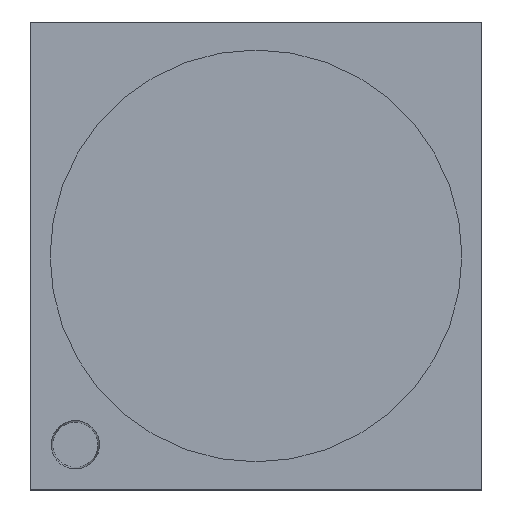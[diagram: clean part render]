
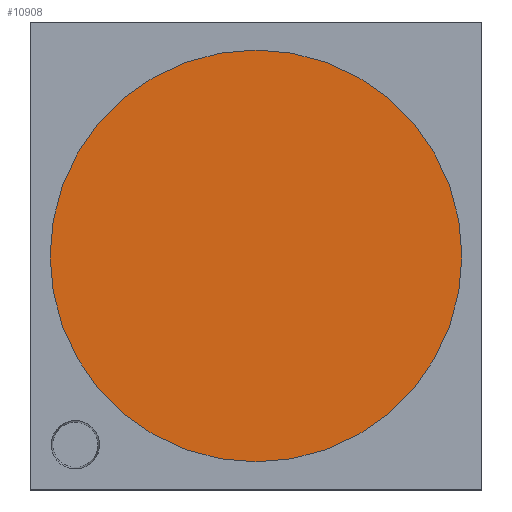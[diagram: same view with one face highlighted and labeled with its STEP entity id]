
A CAD part, top view. The second image highlights one B-rep face of the part: STEP entity #10908.
In plain terms, the highlighted planar face has unit normal (0, 0, 1).
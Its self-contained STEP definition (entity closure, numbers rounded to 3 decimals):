
#175 = DIRECTION ( 'NONE',  ( 1., 0., 0. ) ) ;
#878 = VERTEX_POINT ( 'NONE', #1843 ) ;
#919 = DIRECTION ( 'NONE',  ( 1., 0., 0. ) ) ;
#1550 = ORIENTED_EDGE ( 'NONE', *, *, #8558, .T. ) ;
#1843 = CARTESIAN_POINT ( 'NONE',  ( 0.22, 2.59, 0.45 ) ) ;
#2238 = AXIS2_PLACEMENT_3D ( 'NONE', #10311, #5264, #175 ) ;
#3141 = DIRECTION ( 'NONE',  ( 0., 0., 1. ) ) ;
#3865 = CIRCLE ( 'NONE', #10043, 2.28 ) ;
#4609 = AXIS2_PLACEMENT_3D ( 'NONE', #9373, #6042, #919 ) ;
#4684 = VERTEX_POINT ( 'NONE', #6298 ) ;
#5264 = DIRECTION ( 'NONE',  ( 0., 0., 1. ) ) ;
#5989 = CIRCLE ( 'NONE', #2238, 2.28 ) ;
#6042 = DIRECTION ( 'NONE',  ( 0., 0., 1. ) ) ;
#6150 = ORIENTED_EDGE ( 'NONE', *, *, #8288, .T. ) ;
#6298 = CARTESIAN_POINT ( 'NONE',  ( 4.78, 2.59, 0.45 ) ) ;
#6864 = PLANE ( 'NONE',  #4609 ) ;
#7263 = FACE_OUTER_BOUND ( 'NONE', #10665, .T. ) ;
#8231 = CARTESIAN_POINT ( 'NONE',  ( 2.5, 2.59, 0.45 ) ) ;
#8288 = EDGE_CURVE ( 'NONE', #4684, #878, #3865, .T. ) ;
#8558 = EDGE_CURVE ( 'NONE', #878, #4684, #5989, .T. ) ;
#9088 = DIRECTION ( 'NONE',  ( 1., 0., 0. ) ) ;
#9373 = CARTESIAN_POINT ( 'NONE',  ( 2.5, 2.59, 0.45 ) ) ;
#10043 = AXIS2_PLACEMENT_3D ( 'NONE', #8231, #3141, #9088 ) ;
#10311 = CARTESIAN_POINT ( 'NONE',  ( 2.5, 2.59, 0.45 ) ) ;
#10665 = EDGE_LOOP ( 'NONE', ( #6150, #1550 ) ) ;
#10908 = ADVANCED_FACE ( 'NONE', ( #7263 ), #6864, .T. ) ;
